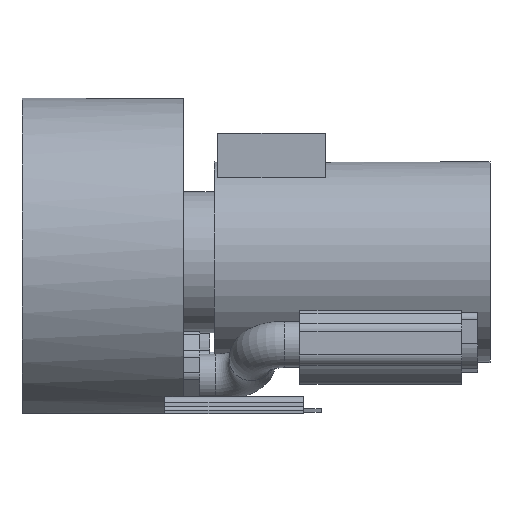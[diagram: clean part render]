
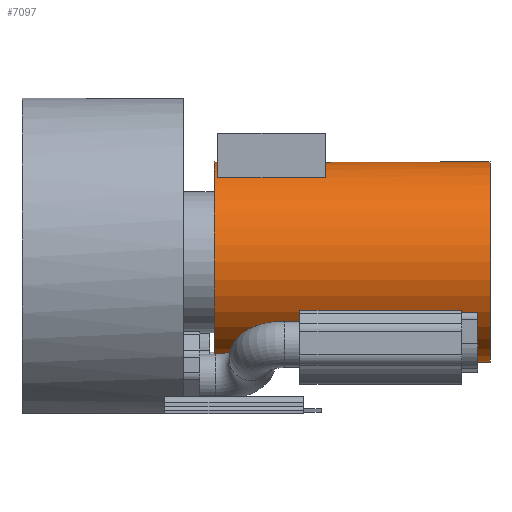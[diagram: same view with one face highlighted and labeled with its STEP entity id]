
A CAD part, top view. The second image highlights one B-rep face of the part: STEP entity #7097.
In plain terms, the highlighted cylindrical face has radius 130.2 mm (diameter 260.4 mm), a full revolution.
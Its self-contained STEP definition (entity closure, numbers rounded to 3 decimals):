
#6911=CARTESIAN_POINT('',(393.75,109.782,70.0));
#6912=VERTEX_POINT('',#6911);
#6913=CARTESIAN_POINT('',(253.75,109.782,70.0));
#6914=VERTEX_POINT('',#6913);
#6915=CARTESIAN_POINT('',(393.75,109.782,70.0));
#6916=DIRECTION('',(-1.0,0.0,0.0));
#6917=VECTOR('',#6916,140.);
#6918=LINE('',#6915,#6917);
#6919=EDGE_CURVE('',#6912,#6914,#6918,.T.);
#6951=CARTESIAN_POINT('',(393.75,109.782,-70.0));
#6952=VERTEX_POINT('',#6951);
#6953=CARTESIAN_POINT('',(393.75,0.0,0.0));
#6954=DIRECTION('',(1.0,0.0,0.0));
#6955=DIRECTION('',(0.0,0.0,1.0));
#6956=AXIS2_PLACEMENT_3D('',#6953,#6954,#6955);
#6957=CIRCLE('',#6956,130.2);
#6958=EDGE_CURVE('',#6952,#6912,#6957,.T.);
#6983=CARTESIAN_POINT('',(253.75,109.782,-70.0));
#6984=VERTEX_POINT('',#6983);
#6985=CARTESIAN_POINT('',(253.75,0.0,0.0));
#6986=DIRECTION('',(-1.0,0.0,0.0));
#6987=DIRECTION('',(0.0,0.0,1.0));
#6988=AXIS2_PLACEMENT_3D('',#6985,#6986,#6987);
#6989=CIRCLE('',#6988,130.2);
#6990=EDGE_CURVE('',#6914,#6984,#6989,.T.);
#7015=CARTESIAN_POINT('',(253.75,109.782,-70.0));
#7016=DIRECTION('',(1.0,0.0,0.0));
#7017=VECTOR('',#7016,140.);
#7018=LINE('',#7015,#7017);
#7019=EDGE_CURVE('',#6984,#6952,#7018,.T.);
#7049=CARTESIAN_POINT('',(249.35,0.,-130.2));
#7050=VERTEX_POINT('',#7049);
#7051=CARTESIAN_POINT('',(249.35,0.0,0.0));
#7052=DIRECTION('',(-1.0,0.0,0.0));
#7053=DIRECTION('',(0.0,0.0,1.0));
#7054=AXIS2_PLACEMENT_3D('',#7051,#7052,#7053);
#7055=CIRCLE('',#7054,130.2);
#7056=EDGE_CURVE('',#7050,#7050,#7055,.T.);
#7072=CARTESIAN_POINT('',(249.35,0.0,0.0));
#7073=DIRECTION('',(1.0,0.0,0.0));
#7074=DIRECTION('',(0.0,0.0,1.0));
#7075=AXIS2_PLACEMENT_3D('',#7072,#7073,#7074);
#7076=CYLINDRICAL_SURFACE('',#7075,130.2);
#7077=CARTESIAN_POINT('',(607.15,0.,-130.2));
#7078=VERTEX_POINT('',#7077);
#7079=CARTESIAN_POINT('',(607.15,0.0,0.0));
#7080=DIRECTION('',(-1.0,0.0,0.0));
#7081=DIRECTION('',(0.0,0.0,1.0));
#7082=AXIS2_PLACEMENT_3D('',#7079,#7080,#7081);
#7083=CIRCLE('',#7082,130.2);
#7084=EDGE_CURVE('',#7078,#7078,#7083,.T.);
#7085=ORIENTED_EDGE('',*,*,#7084,.T.);
#7086=EDGE_LOOP('',(#7085));
#7087=FACE_OUTER_BOUND('',#7086,.T.);
#7088=ORIENTED_EDGE('',*,*,#6958,.T.);
#7089=ORIENTED_EDGE('',*,*,#6919,.T.);
#7090=ORIENTED_EDGE('',*,*,#6990,.T.);
#7091=ORIENTED_EDGE('',*,*,#7019,.T.);
#7092=EDGE_LOOP('',(#7088,#7089,#7090,#7091));
#7093=FACE_BOUND('',#7092,.T.);
#7094=ORIENTED_EDGE('',*,*,#7056,.F.);
#7095=EDGE_LOOP('',(#7094));
#7096=FACE_BOUND('',#7095,.T.);
#7097=ADVANCED_FACE('',(#7087,#7093,#7096),#7076,.T.);
